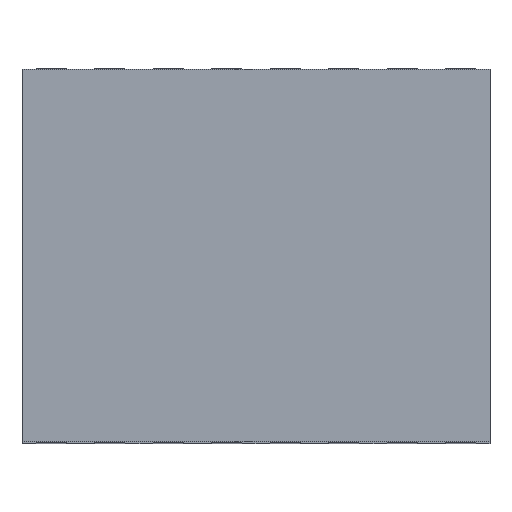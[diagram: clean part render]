
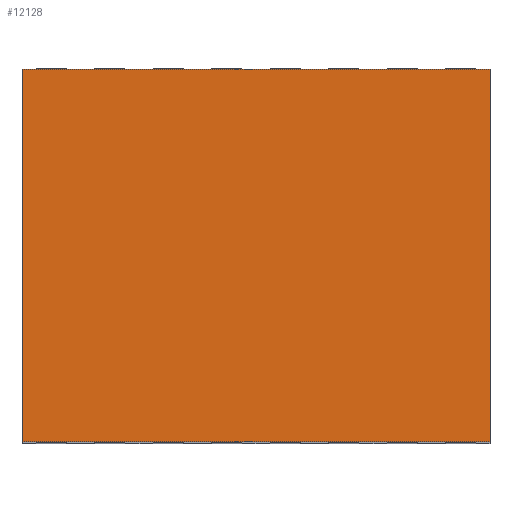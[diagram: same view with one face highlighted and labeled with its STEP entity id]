
A CAD part, top view. The second image highlights one B-rep face of the part: STEP entity #12128.
In plain terms, the highlighted face is planar.
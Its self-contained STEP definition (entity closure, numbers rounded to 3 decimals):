
#11777=DIRECTION('',(1.,0.,0.));
#11778=VECTOR('',#11777,79.6);
#11779=CARTESIAN_POINT('',(-39.8,1.6,50.));
#11780=LINE('',#11779,#11778);
#11785=DIRECTION('',(1.,0.,0.));
#11786=VECTOR('',#11785,79.6);
#11787=CARTESIAN_POINT('',(-39.8,1.6,-50.));
#11788=LINE('',#11787,#11786);
#11789=DIRECTION('',(0.,0.,1.));
#11790=VECTOR('',#11789,100.);
#11791=CARTESIAN_POINT('',(39.8,1.6,-50.));
#11792=LINE('',#11791,#11790);
#11797=DIRECTION('',(0.,0.,1.));
#11798=VECTOR('',#11797,100.);
#11799=CARTESIAN_POINT('',(-39.8,1.6,-50.));
#11800=LINE('',#11799,#11798);
#11961=CARTESIAN_POINT('',(39.8,1.6,-50.));
#11962=CARTESIAN_POINT('',(39.8,1.6,50.));
#11963=VERTEX_POINT('',#11961);
#11964=VERTEX_POINT('',#11962);
#11965=CARTESIAN_POINT('',(-39.8,1.6,-50.));
#11966=CARTESIAN_POINT('',(-39.8,1.6,50.));
#11967=VERTEX_POINT('',#11965);
#11968=VERTEX_POINT('',#11966);
#12116=CARTESIAN_POINT('',(-38.,1.6,-50.));
#12117=DIRECTION('',(0.,1.,0.));
#12118=DIRECTION('',(-1.,0.,0.));
#12119=AXIS2_PLACEMENT_3D('',#12116,#12117,#12118);
#12120=PLANE('',#12119);
#12121=ORIENTED_EDGE('',*,*,#12098,.F.);
#12123=ORIENTED_EDGE('',*,*,#12122,.F.);
#12124=ORIENTED_EDGE('',*,*,#12002,.T.);
#12125=ORIENTED_EDGE('',*,*,#12111,.T.);
#12126=EDGE_LOOP('',(#12121,#12123,#12124,#12125));
#12127=FACE_OUTER_BOUND('',#12126,.F.);
#12002=EDGE_CURVE('',#11967,#11963,#11788,.T.);
#12098=EDGE_CURVE('',#11968,#11964,#11780,.T.);
#12111=EDGE_CURVE('',#11963,#11964,#11792,.T.);
#12122=EDGE_CURVE('',#11967,#11968,#11800,.T.);
#12128=ADVANCED_FACE('',(#12127),#12120,.T.);
